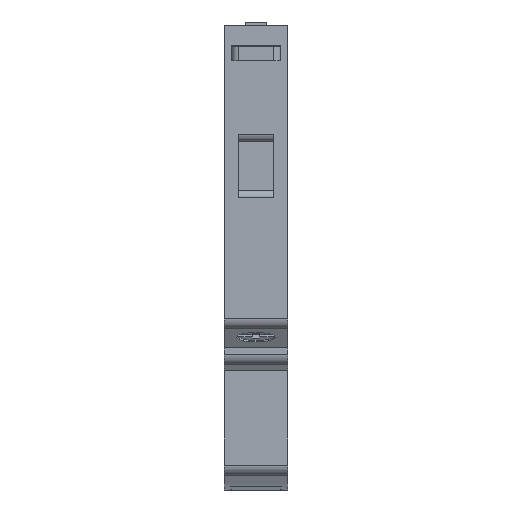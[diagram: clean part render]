
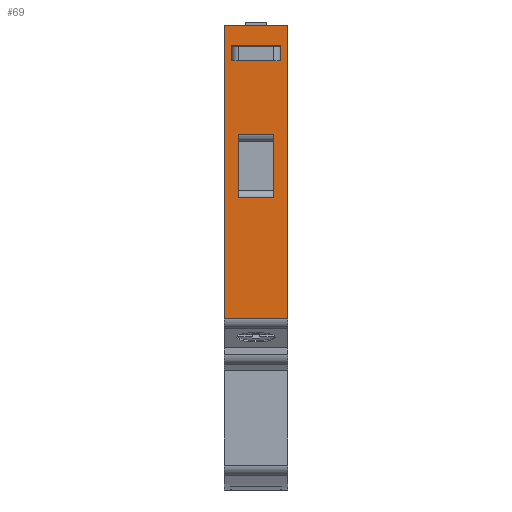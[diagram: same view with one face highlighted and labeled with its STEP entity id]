
A CAD part, front view. The second image highlights one B-rep face of the part: STEP entity #69.
In plain terms, the highlighted planar face has unit normal (0, -1, 0).
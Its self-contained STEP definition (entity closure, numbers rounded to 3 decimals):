
#28 = VERTEX_POINT ( 'NONE', #4328 ) ;
#69 = ADVANCED_FACE ( 'NONE', ( #390, #3061, #2137 ), #553, .T. ) ;
#107 = CARTESIAN_POINT ( 'NONE',  ( -4.5, -39., 33.005 ) ) ;
#181 = DIRECTION ( 'NONE',  ( 1., 0., 0. ) ) ;
#309 = VECTOR ( 'NONE', #3715, 1000. ) ;
#390 = FACE_BOUND ( 'NONE', #1871, .T. ) ;
#401 = LINE ( 'NONE', #3339, #1228 ) ;
#407 = LINE ( 'NONE', #3276, #3282 ) ;
#453 = CARTESIAN_POINT ( 'NONE',  ( 4.5, -39., -9.995 ) ) ;
#458 = DIRECTION ( 'NONE',  ( -1., 0., 0. ) ) ;
#484 = VERTEX_POINT ( 'NONE', #3010 ) ;
#553 = PLANE ( 'NONE',  #3459 ) ;
#569 = DIRECTION ( 'NONE',  ( -1., 0., 0. ) ) ;
#589 = CARTESIAN_POINT ( 'NONE',  ( -3.5, -39., 28.005 ) ) ;
#705 = EDGE_LOOP ( 'NONE', ( #1527, #790, #4431, #3586 ) ) ;
#741 = VECTOR ( 'NONE', #458, 1000. ) ;
#790 = ORIENTED_EDGE ( 'NONE', *, *, #2677, .T. ) ;
#860 = CARTESIAN_POINT ( 'NONE',  ( -4.5, -39., -9.995 ) ) ;
#887 = CARTESIAN_POINT ( 'NONE',  ( 2.5, -39., 17.505 ) ) ;
#955 = DIRECTION ( 'NONE',  ( 0., 0., -1. ) ) ;
#957 = VECTOR ( 'NONE', #2566, 1000. ) ;
#1031 = CARTESIAN_POINT ( 'NONE',  ( 2.5, -39., 8.505 ) ) ;
#1059 = LINE ( 'NONE', #3255, #957 ) ;
#1068 = VERTEX_POINT ( 'NONE', #1031 ) ;
#1080 = CARTESIAN_POINT ( 'NONE',  ( -2.5, -39., 8.505 ) ) ;
#1129 = VERTEX_POINT ( 'NONE', #1080 ) ;
#1205 = LINE ( 'NONE', #3847, #2933 ) ;
#1228 = VECTOR ( 'NONE', #569, 1000. ) ;
#1246 = DIRECTION ( 'NONE',  ( 0., 0., -1. ) ) ;
#1407 = VERTEX_POINT ( 'NONE', #3513 ) ;
#1409 = LINE ( 'NONE', #3390, #2922 ) ;
#1438 = CARTESIAN_POINT ( 'NONE',  ( 3.5, -39., 28.005 ) ) ;
#1527 = ORIENTED_EDGE ( 'NONE', *, *, #3457, .T. ) ;
#1549 = DIRECTION ( 'NONE',  ( 1., 0., 0. ) ) ;
#1611 = CARTESIAN_POINT ( 'NONE',  ( -4.5, -39., -9.995 ) ) ;
#1636 = VERTEX_POINT ( 'NONE', #887 ) ;
#1657 = DIRECTION ( 'NONE',  ( 1., 0., 0. ) ) ;
#1736 = VECTOR ( 'NONE', #2880, 1000. ) ;
#1745 = EDGE_CURVE ( 'NONE', #1129, #3806, #1059, .T. ) ;
#1839 = LINE ( 'NONE', #453, #1736 ) ;
#1871 = EDGE_LOOP ( 'NONE', ( #2244, #3376, #2164, #3628 ) ) ;
#1902 = VERTEX_POINT ( 'NONE', #4052 ) ;
#1961 = DIRECTION ( 'NONE',  ( 0., -1., 0. ) ) ;
#1988 = EDGE_CURVE ( 'NONE', #1407, #2348, #2955, .T. ) ;
#2001 = CARTESIAN_POINT ( 'NONE',  ( 4.5, -39., 33.005 ) ) ;
#2025 = VECTOR ( 'NONE', #3274, 1000. ) ;
#2092 = ORIENTED_EDGE ( 'NONE', *, *, #3532, .T. ) ;
#2131 = EDGE_LOOP ( 'NONE', ( #3548, #2092, #2420, #2166 ) ) ;
#2137 = FACE_BOUND ( 'NONE', #2131, .T. ) ;
#2164 = ORIENTED_EDGE ( 'NONE', *, *, #2915, .T. ) ;
#2166 = ORIENTED_EDGE ( 'NONE', *, *, #1745, .T. ) ;
#2192 = CARTESIAN_POINT ( 'NONE',  ( -4.5, -39., 8.505 ) ) ;
#2244 = ORIENTED_EDGE ( 'NONE', *, *, #1988, .T. ) ;
#2348 = VERTEX_POINT ( 'NONE', #4340 ) ;
#2420 = ORIENTED_EDGE ( 'NONE', *, *, #2518, .T. ) ;
#2446 = LINE ( 'NONE', #2523, #3380 ) ;
#2518 = EDGE_CURVE ( 'NONE', #1068, #1129, #4423, .T. ) ;
#2523 = CARTESIAN_POINT ( 'NONE',  ( -4.5, -39., 17.505 ) ) ;
#2566 = DIRECTION ( 'NONE',  ( 0., 0., 1. ) ) ;
#2604 = VECTOR ( 'NONE', #1246, 1000. ) ;
#2677 = EDGE_CURVE ( 'NONE', #484, #28, #407, .T. ) ;
#2868 = DIRECTION ( 'NONE',  ( 1., 0., 0. ) ) ;
#2880 = DIRECTION ( 'NONE',  ( 0., 0., -1. ) ) ;
#2915 = EDGE_CURVE ( 'NONE', #1902, #2961, #1205, .T. ) ;
#2922 = VECTOR ( 'NONE', #1657, 1000. ) ;
#2933 = VECTOR ( 'NONE', #4177, 1000. ) ;
#2955 = LINE ( 'NONE', #589, #309 ) ;
#2961 = VERTEX_POINT ( 'NONE', #1438 ) ;
#3010 = CARTESIAN_POINT ( 'NONE',  ( -4.5, -39., -8.824 ) ) ;
#3061 = FACE_OUTER_BOUND ( 'NONE', #705, .T. ) ;
#3092 = VERTEX_POINT ( 'NONE', #107 ) ;
#3255 = CARTESIAN_POINT ( 'NONE',  ( -2.5, -39., 9.505 ) ) ;
#3274 = DIRECTION ( 'NONE',  ( 0., 0., -1. ) ) ;
#3276 = CARTESIAN_POINT ( 'NONE',  ( -4.5, -39., -8.824 ) ) ;
#3282 = VECTOR ( 'NONE', #181, 1000. ) ;
#3339 = CARTESIAN_POINT ( 'NONE',  ( -3.5, -39., 28.005 ) ) ;
#3367 = EDGE_CURVE ( 'NONE', #3806, #1636, #2446, .T. ) ;
#3376 = ORIENTED_EDGE ( 'NONE', *, *, #3717, .T. ) ;
#3380 = VECTOR ( 'NONE', #2868, 1000. ) ;
#3390 = CARTESIAN_POINT ( 'NONE',  ( -4.5, -39., 33.005 ) ) ;
#3457 = EDGE_CURVE ( 'NONE', #3092, #484, #3756, .T. ) ;
#3459 = AXIS2_PLACEMENT_3D ( 'NONE', #1611, #1961, #955 ) ;
#3513 = CARTESIAN_POINT ( 'NONE',  ( -3.5, -39., 28.005 ) ) ;
#3532 = EDGE_CURVE ( 'NONE', #1636, #1068, #4327, .T. ) ;
#3548 = ORIENTED_EDGE ( 'NONE', *, *, #3367, .T. ) ;
#3586 = ORIENTED_EDGE ( 'NONE', *, *, #3903, .F. ) ;
#3621 = CARTESIAN_POINT ( 'NONE',  ( -3.5, -39., 30.105 ) ) ;
#3628 = ORIENTED_EDGE ( 'NONE', *, *, #4462, .T. ) ;
#3643 = VERTEX_POINT ( 'NONE', #2001 ) ;
#3667 = CARTESIAN_POINT ( 'NONE',  ( 2.5, -39., 9.505 ) ) ;
#3699 = VECTOR ( 'NONE', #1549, 1000. ) ;
#3715 = DIRECTION ( 'NONE',  ( 0., 0., 1. ) ) ;
#3717 = EDGE_CURVE ( 'NONE', #2348, #1902, #3803, .T. ) ;
#3756 = LINE ( 'NONE', #860, #2025 ) ;
#3803 = LINE ( 'NONE', #3621, #3699 ) ;
#3806 = VERTEX_POINT ( 'NONE', #4336 ) ;
#3847 = CARTESIAN_POINT ( 'NONE',  ( 3.5, -39., 28.005 ) ) ;
#3903 = EDGE_CURVE ( 'NONE', #3092, #3643, #1409, .T. ) ;
#4052 = CARTESIAN_POINT ( 'NONE',  ( 3.5, -39., 30.105 ) ) ;
#4177 = DIRECTION ( 'NONE',  ( 0., 0., -1. ) ) ;
#4212 = EDGE_CURVE ( 'NONE', #3643, #28, #1839, .T. ) ;
#4327 = LINE ( 'NONE', #3667, #2604 ) ;
#4328 = CARTESIAN_POINT ( 'NONE',  ( 4.5, -39., -8.824 ) ) ;
#4336 = CARTESIAN_POINT ( 'NONE',  ( -2.5, -39., 17.505 ) ) ;
#4340 = CARTESIAN_POINT ( 'NONE',  ( -3.5, -39., 30.105 ) ) ;
#4423 = LINE ( 'NONE', #2192, #741 ) ;
#4431 = ORIENTED_EDGE ( 'NONE', *, *, #4212, .F. ) ;
#4462 = EDGE_CURVE ( 'NONE', #2961, #1407, #401, .T. ) ;
